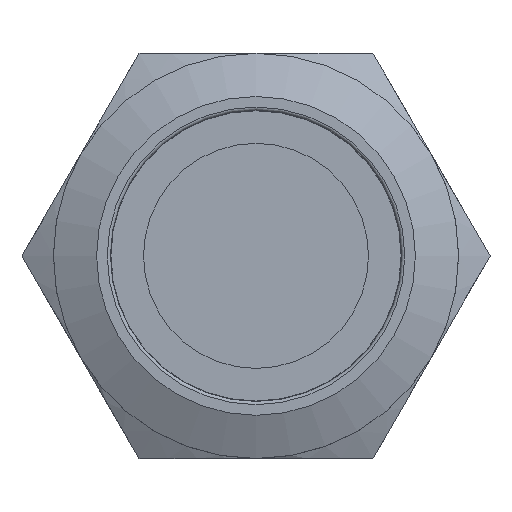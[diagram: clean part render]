
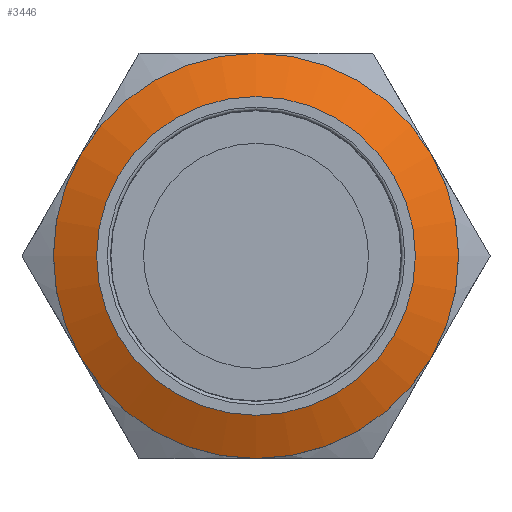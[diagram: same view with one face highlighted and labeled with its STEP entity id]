
A CAD part, top view. The second image highlights one B-rep face of the part: STEP entity #3446.
In plain terms, the highlighted conical face has half-angle 65.638 degrees and reference radius 9.775 mm.
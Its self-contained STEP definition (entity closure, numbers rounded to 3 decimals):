
#266=CONICAL_SURFACE('',#31497,9.775,65.638);
#3446=ADVANCED_FACE('',(#12173,#12174),#266,.T.);
#5200=CIRCLE('',#31486,12.425);
#5202=CIRCLE('',#31489,9.775);
#12173=FACE_BOUND('',#13825,.T.);
#12174=FACE_BOUND('',#13826,.T.);
#13825=EDGE_LOOP('',(#22006));
#13826=EDGE_LOOP('',(#22007));
#22006=ORIENTED_EDGE('',*,*,#29079,.F.);
#22007=ORIENTED_EDGE('',*,*,#29081,.F.);
#24939=VERTEX_POINT('',#49512);
#24941=VERTEX_POINT('',#49517);
#29079=EDGE_CURVE('',#24939,#24939,#5200,.T.);
#29081=EDGE_CURVE('',#24941,#24941,#5202,.T.);
#31486=AXIS2_PLACEMENT_3D('',#49511,#38830,#38831);
#31489=AXIS2_PLACEMENT_3D('',#49516,#38836,#38837);
#31497=AXIS2_PLACEMENT_3D('',#50066,#38853,#38854);
#38830=DIRECTION('',(0.,0.,-1.));
#38831=DIRECTION('',(1.,0.,0.));
#38836=DIRECTION('',(0.,0.,1.));
#38837=DIRECTION('',(1.,0.,0.));
#38853=DIRECTION('',(0.,0.,-1.));
#38854=DIRECTION('',(-1.,0.,0.));
#49511=CARTESIAN_POINT('',(0.,0.,22.25));
#49512=CARTESIAN_POINT('',(12.425,0.,22.25));
#49516=CARTESIAN_POINT('',(0.,0.,23.45));
#49517=CARTESIAN_POINT('',(9.775,0.,23.45));
#50066=CARTESIAN_POINT('',(0.,0.,23.45));
